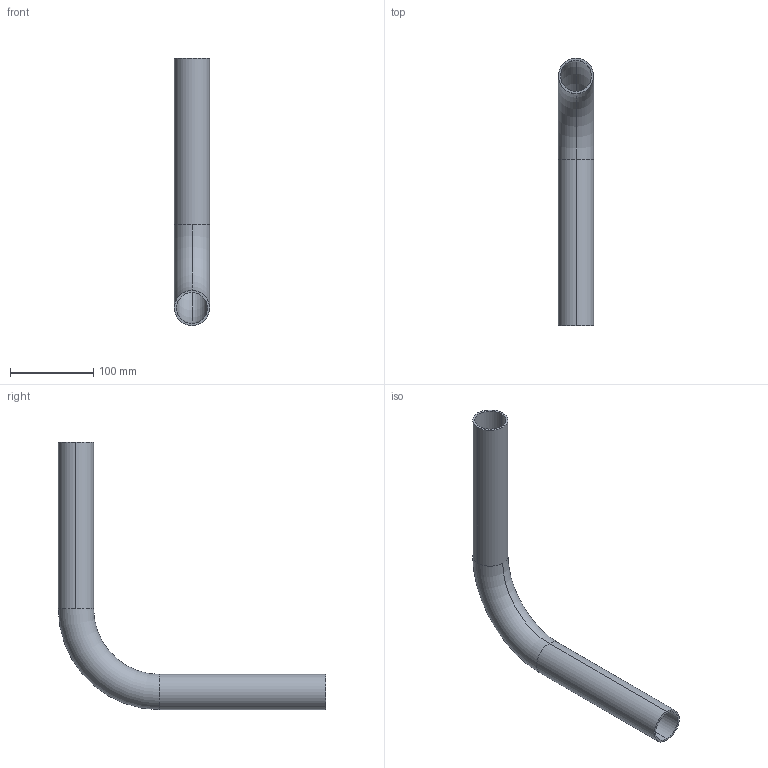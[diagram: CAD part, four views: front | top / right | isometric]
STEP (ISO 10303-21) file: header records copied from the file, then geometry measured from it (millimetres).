
FILE_DESCRIPTION (( 'STEP AP203' ), '1' );
FILE_NAME ('55140-090.STEP', '2016-12-06T12:01:41', ( '' ), ( '' ), 'SwSTEP 2.0', 'SolidWorks 2015', '' );
FILE_SCHEMA (( 'CONFIG_CONTROL_DESIGN' ));
Length unit declared in the file: millimetre
Products named in the file (1): 55140-090
Bounding box: 42.4 x 321.2 x 321.2 mm (x, y, z)
Volume: 174573.6 mm3; surface area: 140295.7 mm2
Topology: 1 solids, 1 shells, 237 faces, 628 edges, 410 vertices
Faces by surface type: bspline 100, plane 94, cylinder 39, torus 4
Entity records: 11711 total; most frequent: CARTESIAN_POINT 6424, ORIENTED_EDGE 1256, DIRECTION 782, EDGE_CURVE 628, VERTEX_POINT 410, VECTOR 294, LINE 294, EDGE_LOOP 256
